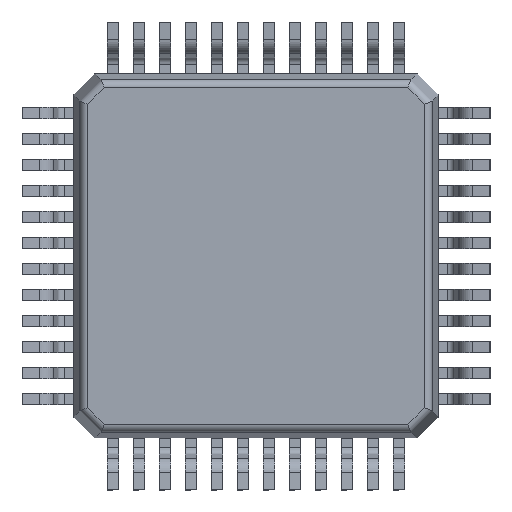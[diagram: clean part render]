
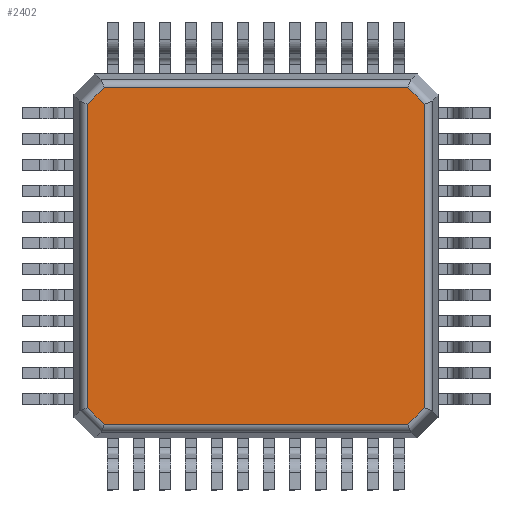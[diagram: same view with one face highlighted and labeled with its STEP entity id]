
A CAD part, front view. The second image highlights one B-rep face of the part: STEP entity #2402.
In plain terms, the highlighted planar face has unit normal (0, -1, 0).
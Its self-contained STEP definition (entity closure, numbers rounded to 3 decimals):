
#258 = DIRECTION ( 'NONE',  ( 0., 0., -1. ) ) ;
#315 = VERTEX_POINT ( 'NONE', #8997 ) ;
#604 = CARTESIAN_POINT ( 'NONE',  ( 3.078, 0.15, 3.078 ) ) ;
#647 = CARTESIAN_POINT ( 'NONE',  ( 2.953, 0.15, -3.24 ) ) ;
#900 = DIRECTION ( 'NONE',  ( 0., 0., 1. ) ) ;
#1486 = ORIENTED_EDGE ( 'NONE', *, *, #8964, .T. ) ;
#1807 = LINE ( 'NONE', #8782, #7830 ) ;
#2402 = ADVANCED_FACE ( 'NONE', ( #10787 ), #17964, .T. ) ;
#2415 = DIRECTION ( 'NONE',  ( -0.707, 0., 0.707 ) ) ;
#2461 = DIRECTION ( 'NONE',  ( 1., 0., 0. ) ) ;
#2594 = LINE ( 'NONE', #16544, #14226 ) ;
#3253 = VERTEX_POINT ( 'NONE', #19500 ) ;
#3301 = VERTEX_POINT ( 'NONE', #9881 ) ;
#3532 = ORIENTED_EDGE ( 'NONE', *, *, #16403, .T. ) ;
#4124 = DIRECTION ( 'NONE',  ( -1., 0., 0. ) ) ;
#4706 = EDGE_CURVE ( 'NONE', #17014, #11956, #1807, .T. ) ;
#4792 = CARTESIAN_POINT ( 'NONE',  ( -3.078, 0.15, 3.078 ) ) ;
#5280 = DIRECTION ( 'NONE',  ( 0.707, 0., 0.707 ) ) ;
#5804 = EDGE_LOOP ( 'NONE', ( #14567, #16949, #12782, #3532, #8552, #1486, #19302, #7945 ) ) ;
#6315 = VECTOR ( 'NONE', #4124, 1000. ) ;
#6603 = CARTESIAN_POINT ( 'NONE',  ( -2.916, 0.15, -3.24 ) ) ;
#6648 = VECTOR ( 'NONE', #2415, 1000. ) ;
#7814 = VERTEX_POINT ( 'NONE', #14948 ) ;
#7830 = VECTOR ( 'NONE', #15738, 1000. ) ;
#7945 = ORIENTED_EDGE ( 'NONE', *, *, #20794, .T. ) ;
#8144 = LINE ( 'NONE', #4792, #14331 ) ;
#8552 = ORIENTED_EDGE ( 'NONE', *, *, #18921, .T. ) ;
#8722 = CARTESIAN_POINT ( 'NONE',  ( 3.078, 0.15, -3.078 ) ) ;
#8782 = CARTESIAN_POINT ( 'NONE',  ( -3.078, 0.15, -3.078 ) ) ;
#8964 = EDGE_CURVE ( 'NONE', #16911, #315, #17838, .T. ) ;
#8997 = CARTESIAN_POINT ( 'NONE',  ( 2.916, 0.15, 3.24 ) ) ;
#9050 = LINE ( 'NONE', #21602, #6315 ) ;
#9110 = VECTOR ( 'NONE', #2461, 1000. ) ;
#9881 = CARTESIAN_POINT ( 'NONE',  ( -2.916, 0.15, 3.24 ) ) ;
#10058 = DIRECTION ( 'NONE',  ( 0., 0., -1. ) ) ;
#10787 = FACE_OUTER_BOUND ( 'NONE', #5804, .T. ) ;
#10859 = VERTEX_POINT ( 'NONE', #19057 ) ;
#11203 = CARTESIAN_POINT ( 'NONE',  ( 3.24, 0.15, 2.916 ) ) ;
#11956 = VERTEX_POINT ( 'NONE', #6603 ) ;
#12782 = ORIENTED_EDGE ( 'NONE', *, *, #19308, .T. ) ;
#13468 = VECTOR ( 'NONE', #10058, 1000. ) ;
#13984 = DIRECTION ( 'NONE',  ( 0., -1., 0. ) ) ;
#14226 = VECTOR ( 'NONE', #900, 1000. ) ;
#14331 = VECTOR ( 'NONE', #20231, 1000. ) ;
#14490 = AXIS2_PLACEMENT_3D ( 'NONE', #17839, #13984, #258 ) ;
#14567 = ORIENTED_EDGE ( 'NONE', *, *, #18167, .T. ) ;
#14622 = LINE ( 'NONE', #18825, #13468 ) ;
#14948 = CARTESIAN_POINT ( 'NONE',  ( 3.24, 0.15, -2.916 ) ) ;
#15594 = CARTESIAN_POINT ( 'NONE',  ( -3.24, 0.15, -2.916 ) ) ;
#15738 = DIRECTION ( 'NONE',  ( 0.707, 0., -0.707 ) ) ;
#16403 = EDGE_CURVE ( 'NONE', #3253, #7814, #19316, .T. ) ;
#16544 = CARTESIAN_POINT ( 'NONE',  ( 3.24, 0.15, 2.953 ) ) ;
#16911 = VERTEX_POINT ( 'NONE', #11203 ) ;
#16949 = ORIENTED_EDGE ( 'NONE', *, *, #4706, .T. ) ;
#17014 = VERTEX_POINT ( 'NONE', #15594 ) ;
#17838 = LINE ( 'NONE', #604, #6648 ) ;
#17839 = CARTESIAN_POINT ( 'NONE',  ( 0., 0.15, 0. ) ) ;
#17844 = VECTOR ( 'NONE', #5280, 1000. ) ;
#17964 = PLANE ( 'NONE',  #14490 ) ;
#18167 = EDGE_CURVE ( 'NONE', #10859, #17014, #14622, .T. ) ;
#18825 = CARTESIAN_POINT ( 'NONE',  ( -3.24, 0.15, -2.953 ) ) ;
#18921 = EDGE_CURVE ( 'NONE', #7814, #16911, #2594, .T. ) ;
#19057 = CARTESIAN_POINT ( 'NONE',  ( -3.24, 0.15, 2.916 ) ) ;
#19302 = ORIENTED_EDGE ( 'NONE', *, *, #20767, .T. ) ;
#19308 = EDGE_CURVE ( 'NONE', #11956, #3253, #19938, .T. ) ;
#19316 = LINE ( 'NONE', #8722, #17844 ) ;
#19500 = CARTESIAN_POINT ( 'NONE',  ( 2.916, 0.15, -3.24 ) ) ;
#19938 = LINE ( 'NONE', #647, #9110 ) ;
#20231 = DIRECTION ( 'NONE',  ( -0.707, 0., -0.707 ) ) ;
#20767 = EDGE_CURVE ( 'NONE', #315, #3301, #9050, .T. ) ;
#20794 = EDGE_CURVE ( 'NONE', #3301, #10859, #8144, .T. ) ;
#21602 = CARTESIAN_POINT ( 'NONE',  ( -2.953, 0.15, 3.24 ) ) ;
